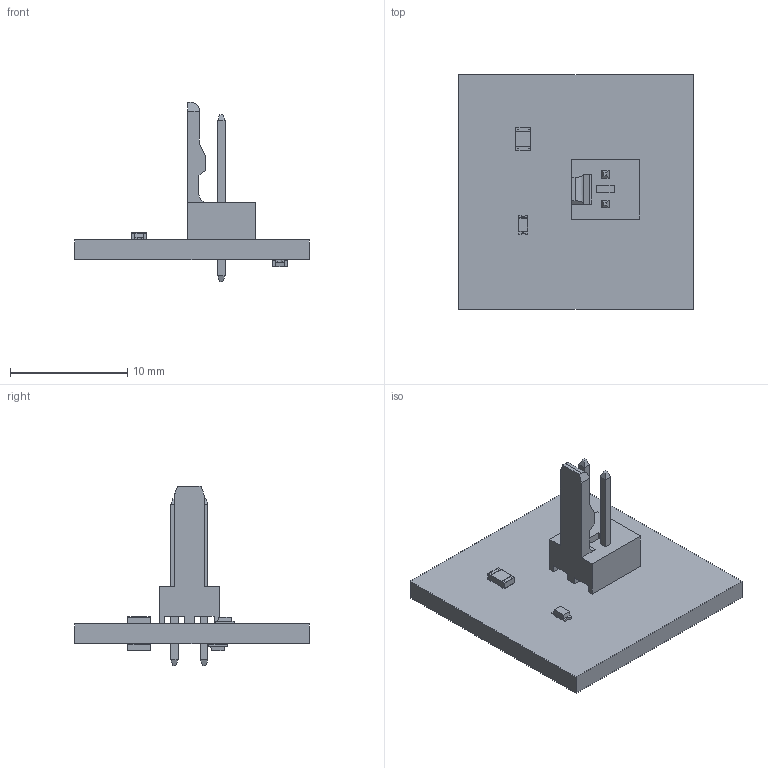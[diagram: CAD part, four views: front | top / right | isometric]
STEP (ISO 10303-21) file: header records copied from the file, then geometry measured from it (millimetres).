
FILE_DESCRIPTION(('Open CASCADE Model'),'2;1');
FILE_NAME('Open CASCADE Shape Model','2023-07-01T17:50:15',('Author'),( 'Open CASCADE'),'Open CASCADE STEP processor 6.8','Open CASCADE 6.8' ,'Unknown');
FILE_SCHEMA(('AUTOMOTIVE_DESIGN { 1 0 10303 214 1 1 1 1 }'));
Length unit declared in the file: millimetre
Products named in the file (11): PCB; Board; Open CASCADE STEP translator 6.8 2.1.1; R2; AC0805FR-07360RL; D2; LED; R1; J1; 0022272021--3DModel-STEP-269445; D1
Assembly tree (12 placements, depth 3):
  PCB
    Board
      Open CASCADE STEP translator 6.8 2.1.1
    R2
      AC0805FR-07360RL
    D2
      LED
    R1
      AC0805FR-07360RL
    J1
      0022272021--3DModel-STEP-269445
    D1
      LED
Bounding box: 20 x 20 x 15.26 mm (x, y, z)
Volume: 791.5 mm3; surface area: 1249 mm2
Topology: 12 solids, 12 shells, 218 faces, 546 edges, 356 vertices
Faces by surface type: plane 210, cylinder 8
Entity records: 4875 total; most frequent: CARTESIAN_POINT 759, ORIENTED_EDGE 722, DIRECTION 683, EDGE_CURVE 361, LINE 351, VECTOR 351, VERTEX_POINT 234, AXIS2_PLACEMENT_3D 166
